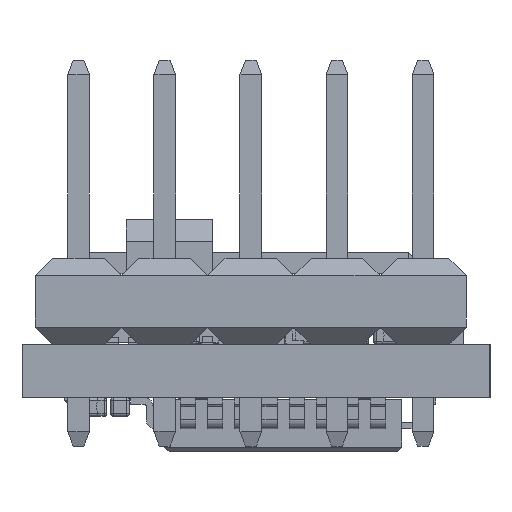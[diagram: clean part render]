
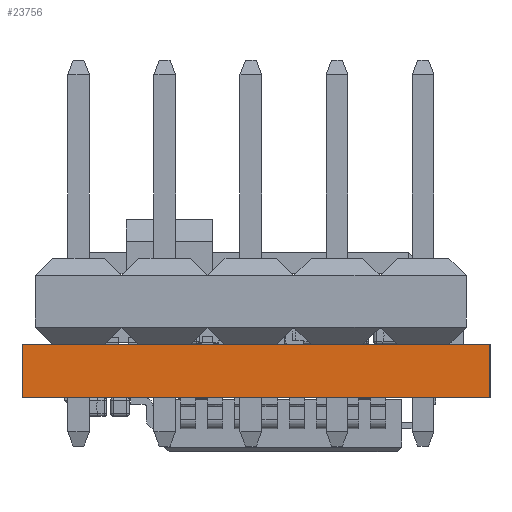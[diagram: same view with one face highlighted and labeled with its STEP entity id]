
A CAD part, left-side view. The second image highlights one B-rep face of the part: STEP entity #23756.
In plain terms, the highlighted planar face has unit normal (-1, 0, 0).
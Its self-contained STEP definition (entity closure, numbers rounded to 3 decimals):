
#701=PLANE('',#25308);
#1658=FACE_OUTER_BOUND('',#2986,.T.);
#2986=EDGE_LOOP('',(#15683,#15684,#15685,#15686));
#4445=LINE('',#33691,#6948);
#4446=LINE('',#33693,#6949);
#4447=LINE('',#33695,#6950);
#4448=LINE('',#33696,#6951);
#6948=VECTOR('',#27362,10.);
#6949=VECTOR('',#27363,10.);
#6950=VECTOR('',#27364,10.);
#6951=VECTOR('',#27365,10.);
#10054=VERTEX_POINT('',#33689);
#10055=VERTEX_POINT('',#33690);
#10056=VERTEX_POINT('',#33692);
#10057=VERTEX_POINT('',#33694);
#12268=EDGE_CURVE('',#10054,#10055,#4445,.T.);
#12269=EDGE_CURVE('',#10054,#10056,#4446,.T.);
#12270=EDGE_CURVE('',#10057,#10056,#4447,.T.);
#12271=EDGE_CURVE('',#10055,#10057,#4448,.T.);
#15683=ORIENTED_EDGE('',*,*,#12268,.F.);
#15684=ORIENTED_EDGE('',*,*,#12269,.T.);
#15685=ORIENTED_EDGE('',*,*,#12270,.F.);
#15686=ORIENTED_EDGE('',*,*,#12271,.F.);
#23756=ADVANCED_FACE('',(#1658),#701,.T.);
#25308=AXIS2_PLACEMENT_3D('',#33688,#27360,#27361);
#27360=DIRECTION('center_axis',(-1.,0.,0.));
#27361=DIRECTION('ref_axis',(0.,-1.,0.));
#27362=DIRECTION('',(0.,1.,0.));
#27363=DIRECTION('',(0.,0.,1.));
#27364=DIRECTION('',(0.,-1.,0.));
#27365=DIRECTION('',(0.,0.,1.));
#33688=CARTESIAN_POINT('Origin',(0.1,13.9,0.));
#33689=CARTESIAN_POINT('',(0.1,0.1,0.));
#33690=CARTESIAN_POINT('',(0.1,13.9,0.));
#33691=CARTESIAN_POINT('',(0.1,0.1,0.));
#33692=CARTESIAN_POINT('',(0.1,0.1,1.57));
#33693=CARTESIAN_POINT('',(0.1,0.1,0.));
#33694=CARTESIAN_POINT('',(0.1,13.9,1.57));
#33695=CARTESIAN_POINT('',(0.1,0.1,1.57));
#33696=CARTESIAN_POINT('',(0.1,13.9,0.));
